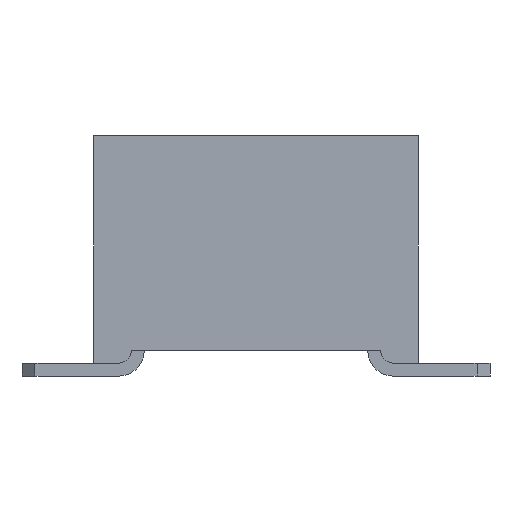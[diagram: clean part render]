
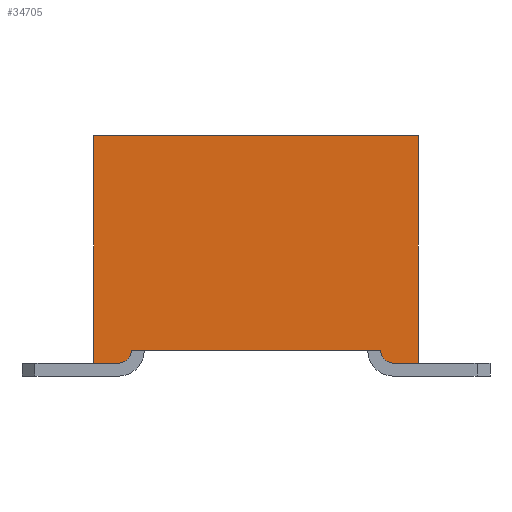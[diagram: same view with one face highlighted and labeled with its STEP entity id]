
A CAD part, front view. The second image highlights one B-rep face of the part: STEP entity #34705.
In plain terms, the highlighted face is planar.
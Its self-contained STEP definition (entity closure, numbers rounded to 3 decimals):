
#1610=CIRCLE('',#37834,0.2);
#1611=CIRCLE('',#37835,0.2);
#11466=ORIENTED_EDGE('',*,*,#16603,.T.);
#11467=ORIENTED_EDGE('',*,*,#16632,.T.);
#11468=ORIENTED_EDGE('',*,*,#16633,.F.);
#11469=ORIENTED_EDGE('',*,*,#16634,.T.);
#11470=ORIENTED_EDGE('',*,*,#16629,.T.);
#11471=ORIENTED_EDGE('',*,*,#16605,.T.);
#11472=ORIENTED_EDGE('',*,*,#16612,.T.);
#11473=ORIENTED_EDGE('',*,*,#16609,.T.);
#16603=EDGE_CURVE('',#19830,#19829,#23749,.T.);
#16605=EDGE_CURVE('',#19831,#19832,#23751,.T.);
#16609=EDGE_CURVE('',#19835,#19830,#23755,.T.);
#16612=EDGE_CURVE('',#19832,#19835,#23758,.T.);
#16629=EDGE_CURVE('',#19844,#19831,#23775,.T.);
#16632=EDGE_CURVE('',#19829,#19846,#1610,.T.);
#16633=EDGE_CURVE('',#19847,#19846,#23778,.T.);
#16634=EDGE_CURVE('',#19847,#19844,#1611,.T.);
#19829=VERTEX_POINT('',#57599);
#19830=VERTEX_POINT('',#57601);
#19831=VERTEX_POINT('',#57605);
#19832=VERTEX_POINT('',#57606);
#19835=VERTEX_POINT('',#57614);
#19844=VERTEX_POINT('',#57651);
#19846=VERTEX_POINT('',#57657);
#19847=VERTEX_POINT('',#57659);
#23749=LINE('',#57600,#27707);
#23751=LINE('',#57604,#27709);
#23755=LINE('',#57613,#27713);
#23758=LINE('',#57619,#27716);
#23775=LINE('',#57650,#27733);
#23778=LINE('',#57658,#27736);
#27707=VECTOR('',#47536,1000.);
#27709=VECTOR('',#47540,1000.);
#27713=VECTOR('',#47546,1000.);
#27716=VECTOR('',#47551,1000.);
#27733=VECTOR('',#47582,1000.);
#27736=VECTOR('',#47589,1000.);
#29639=EDGE_LOOP('',(#11466,#11467,#11468,#11469,#11470,#11471,#11472,#11473));
#31519=FACE_BOUND('',#29639,.T.);
#32849=PLANE('',#37833);
#34705=ADVANCED_FACE('',(#31519),#32849,.T.);
#37833=AXIS2_PLACEMENT_3D('',#57655,#47585,#47586);
#37834=AXIS2_PLACEMENT_3D('',#57656,#47587,#47588);
#37835=AXIS2_PLACEMENT_3D('',#57660,#47590,#47591);
#47536=DIRECTION('',(0.,-1.,0.));
#47540=DIRECTION('',(0.,0.,1.));
#47546=DIRECTION('',(0.,0.,-1.));
#47551=DIRECTION('',(0.,1.,0.));
#47582=DIRECTION('',(0.,-1.,0.));
#47585=DIRECTION('',(-1.,0.,0.));
#47586=DIRECTION('',(0.,0.,1.));
#47587=DIRECTION('',(-1.,0.,0.));
#47588=DIRECTION('',(0.,0.,1.));
#47589=DIRECTION('',(0.,1.,0.));
#47590=DIRECTION('',(-1.,0.,0.));
#47591=DIRECTION('',(0.,0.,1.));
#57599=CARTESIAN_POINT('',(-13.97,2.12,-1.75));
#57600=CARTESIAN_POINT('',(-13.97,2.5,-1.75));
#57601=CARTESIAN_POINT('',(-13.97,2.5,-1.75));
#57604=CARTESIAN_POINT('',(-13.97,-2.5,-1.75));
#57605=CARTESIAN_POINT('',(-13.97,-2.5,-1.75));
#57606=CARTESIAN_POINT('',(-13.97,-2.5,1.75));
#57613=CARTESIAN_POINT('',(-13.97,2.5,1.75));
#57614=CARTESIAN_POINT('',(-13.97,2.5,1.75));
#57619=CARTESIAN_POINT('',(-13.97,-2.5,1.75));
#57650=CARTESIAN_POINT('',(-13.97,2.5,-1.75));
#57651=CARTESIAN_POINT('',(-13.97,-2.12,-1.75));
#57655=CARTESIAN_POINT('',(-13.97,0.,0.));
#57656=CARTESIAN_POINT('',(-13.97,2.12,-1.55));
#57657=CARTESIAN_POINT('',(-13.97,1.92,-1.55));
#57658=CARTESIAN_POINT('',(-13.97,0.,-1.55));
#57659=CARTESIAN_POINT('',(-13.97,-1.92,-1.55));
#57660=CARTESIAN_POINT('',(-13.97,-2.12,-1.55));
